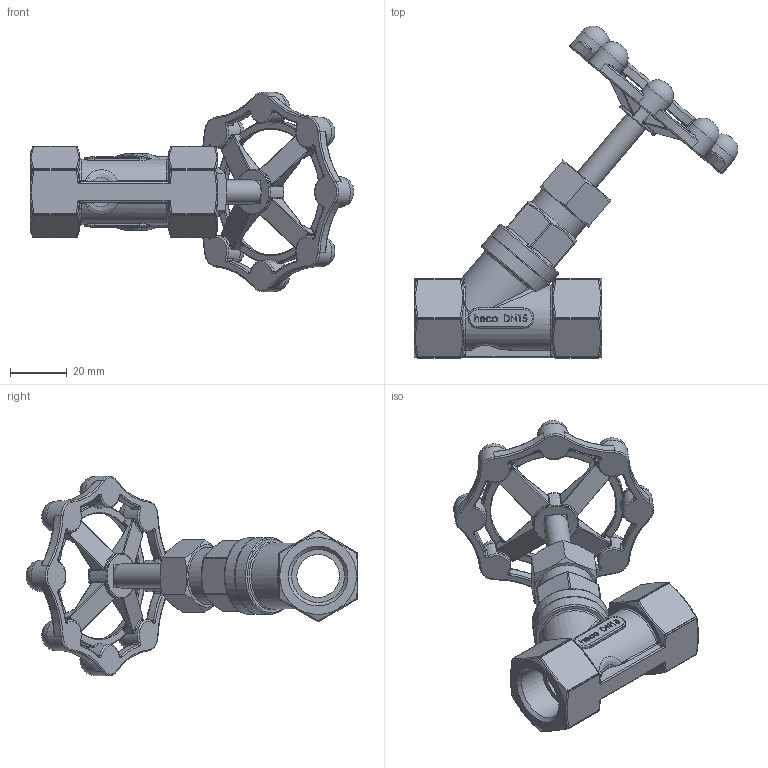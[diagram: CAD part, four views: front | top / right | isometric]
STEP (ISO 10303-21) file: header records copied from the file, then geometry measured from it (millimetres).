
FILE_DESCRIPTION (( 'STEP AP214' ), '1' );
FILE_NAME ('MV-012-S00-4 Muffenschrägsitzventil heco.STEP', '2015-04-14T06:51:53', ( 'test' ), ( '' ), 'SwSTEP 2.0', 'SolidWorks 2011', '' );
FILE_SCHEMA (( 'AUTOMOTIVE_DESIGN' ));
Length unit declared in the file: millimetre
Products named in the file (1): MV-012-S00-4 Muffenschrägsitzventil heco
Bounding box: 113.73 x 116.65 x 69.98 mm (x, y, z)
Volume: 61107.2 mm3; surface area: 24424.8 mm2
Topology: 2 solids, 2 shells, 1195 faces, 2973 edges, 1705 vertices
Faces by surface type: bspline 510, plane 270, cylinder 206, torus 160, cone 39, sphere 10
Full cylindrical faces by diameter (mm): 4.7 x1, 8.5 x1, 11 x9, 14.7 x1, 15 x1, 16 x1, 18.636 x2, 20 x1, 27 x2
Entity records: 63722 total; most frequent: CARTESIAN_POINT 26701, ORIENTED_EDGE 5602, DIRECTION 4015, EDGE_CURVE 2801, VERTEX_POINT 1677, AXIS2_PLACEMENT_3D 1591, EDGE_LOOP 1290, FACE_OUTER_BOUND 1227
